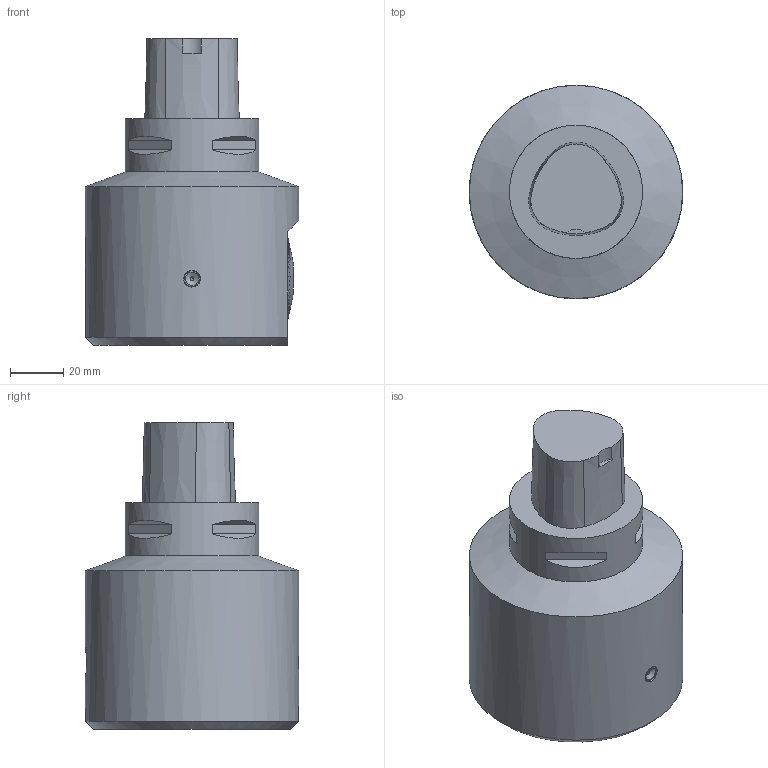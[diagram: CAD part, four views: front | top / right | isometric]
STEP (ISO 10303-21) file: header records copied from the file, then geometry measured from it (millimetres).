
FILE_DESCRIPTION(/* description */ (''),/* implementation_level */ '2;1');
FILE_NAME(/* name */ '1553605536814.stp',/* time_stamp */ '2019-03-26T14:05:53+01:00',/* author */ (''),/* organization */ ('SMS'),/* preprocessor_version */ 'ST-DEVELOPER v15',/* originating_system */ 'SIEMENS PLM Software NX 8.5',/* authorisation */ '');
FILE_SCHEMA (('AUTOMOTIVE_DESIGN { 1 0 10303 214 3 1 1 1 }'));
Length unit declared in the file: millimetre
Products named in the file (1): 111155472mod000_01
Bounding box: 80 x 80 x 115 mm (x, y, z)
Surface area: 31692.2 mm2 (no closed solid volume)
Topology: 0 solids, 1 shells, 262 faces, 741 edges, 497 vertices
Faces by surface type: plane 239, cone 14, cylinder 8, sphere 1
Full cylindrical faces by diameter (mm): 6 x2, 6.25 x1, 8.782 x1, 12 x1, 50 x1, 80 x1
Entity records: 8575 total; most frequent: CARTESIAN_POINT 2062, ORIENTED_EDGE 1428, DIRECTION 1186, EDGE_CURVE 714, VERTEX_POINT 483, LINE 462, VECTOR 462, AXIS2_PLACEMENT_3D 362
